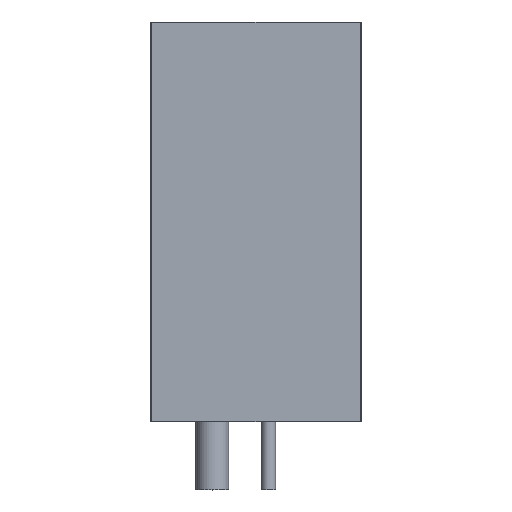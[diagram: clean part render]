
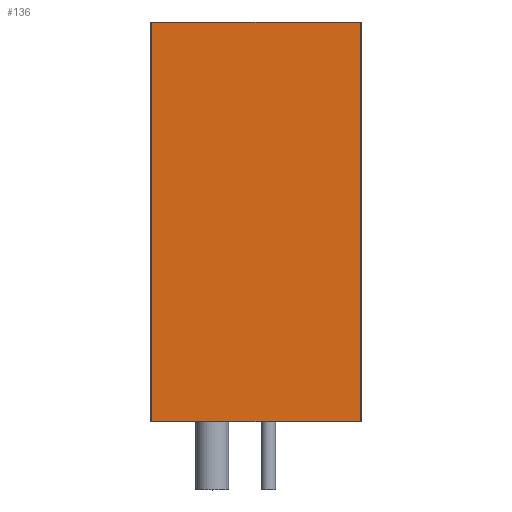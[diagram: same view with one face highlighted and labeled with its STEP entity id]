
A CAD part, top view. The second image highlights one B-rep face of the part: STEP entity #136.
In plain terms, the highlighted planar face has unit normal (0, 0, 1).
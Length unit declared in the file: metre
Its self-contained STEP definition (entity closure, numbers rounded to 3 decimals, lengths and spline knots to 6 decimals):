
#136 = ADVANCED_FACE( '', ( #446 ), #447, .F. );
#446 = FACE_OUTER_BOUND( '', #888, .T. );
#447 = PLANE( '', #889 );
#888 = EDGE_LOOP( '', ( #1935, #1936, #1937, #1938 ) );
#889 = AXIS2_PLACEMENT_3D( '', #1939, #1940, #1941 );
#1935 = ORIENTED_EDGE( '', *, *, #3138, .T. );
#1936 = ORIENTED_EDGE( '', *, *, #3139, .F. );
#1937 = ORIENTED_EDGE( '', *, *, #3072, .F. );
#1938 = ORIENTED_EDGE( '', *, *, #2895, .T. );
#1939 = CARTESIAN_POINT( '', ( -0.0355, 0.1469, 0. ) );
#1940 = DIRECTION( '', ( 0., 0., -1. ) );
#1941 = DIRECTION( '', ( 0., 1., 0. ) );
#2895 = EDGE_CURVE( '', #3493, #3497, #3499, .T. );
#3072 = EDGE_CURVE( '', #3493, #3805, #3806, .T. );
#3138 = EDGE_CURVE( '', #3497, #3903, #3904, .T. );
#3139 = EDGE_CURVE( '', #3805, #3903, #3905, .T. );
#3493 = VERTEX_POINT( '', #4436 );
#3497 = VERTEX_POINT( '', #4442 );
#3499 = LINE( '', #4445, #4446 );
#3805 = VERTEX_POINT( '', #4900 );
#3806 = LINE( '', #4901, #4902 );
#3903 = VERTEX_POINT( '', #5060 );
#3904 = LINE( '', #5061, #5062 );
#3905 = LINE( '', #5063, #5064 );
#4436 = CARTESIAN_POINT( '', ( -0.0355, 0.1469, 0. ) );
#4442 = CARTESIAN_POINT( '', ( -0.0355, 0.0011, 0. ) );
#4445 = CARTESIAN_POINT( '', ( -0.0355, 0.1469, 0. ) );
#4446 = VECTOR( '', #5735, 1. );
#4900 = CARTESIAN_POINT( '', ( 0.0405, 0.1469, 0. ) );
#4901 = CARTESIAN_POINT( '', ( -0.0355, 0.1469, 0. ) );
#4902 = VECTOR( '', #5968, 1. );
#5060 = CARTESIAN_POINT( '', ( 0.0405, 0.0011, 0. ) );
#5061 = CARTESIAN_POINT( '', ( -0.0355, 0.0011, 0. ) );
#5062 = VECTOR( '', #6042, 1. );
#5063 = CARTESIAN_POINT( '', ( 0.0405, 0.1469, 0. ) );
#5064 = VECTOR( '', #6043, 1. );
#5735 = DIRECTION( '', ( 0., -1., 0. ) );
#5968 = DIRECTION( '', ( 1., 0., 0. ) );
#6042 = DIRECTION( '', ( 1., 0., 0. ) );
#6043 = DIRECTION( '', ( 0., -1., 0. ) );
